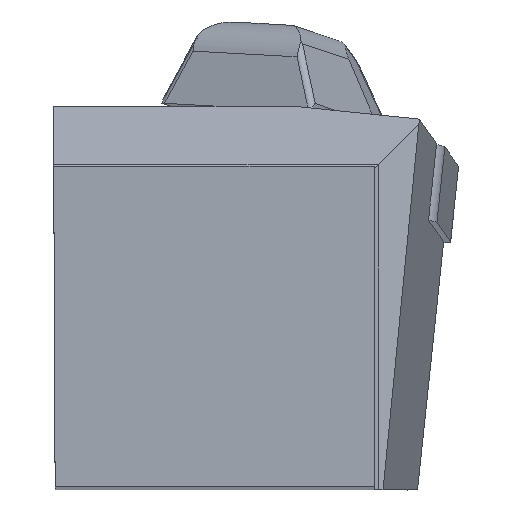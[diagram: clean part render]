
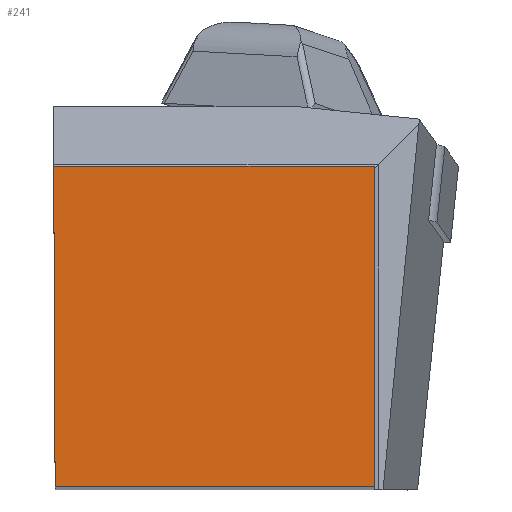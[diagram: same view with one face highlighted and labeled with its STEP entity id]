
A CAD part, top view. The second image highlights one B-rep face of the part: STEP entity #241.
In plain terms, the highlighted planar face has unit normal (0, 0, 1).
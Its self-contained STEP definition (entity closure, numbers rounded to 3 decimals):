
#168=FACE_OUTER_BOUND('',#657,.T.);
#241=ADVANCED_FACE('BLANK_BOXF006',(#168),#308,.F.);
#308=PLANE('',#1597);
#389=LINE('',#2323,#530);
#397=LINE('',#2340,#538);
#405=LINE('',#2354,#546);
#406=LINE('',#2356,#547);
#530=VECTOR('',#1821,1.);
#538=VECTOR('',#1831,1.);
#546=VECTOR('',#1843,1.);
#547=VECTOR('',#1844,1.);
#657=EDGE_LOOP('',(#831,#832,#833,#834));
#831=ORIENTED_EDGE('',*,*,#1337,.T.);
#832=ORIENTED_EDGE('',*,*,#1338,.T.);
#833=ORIENTED_EDGE('',*,*,#1321,.T.);
#834=ORIENTED_EDGE('',*,*,#1329,.T.);
#1170=VERTEX_POINT('',#2322);
#1171=VERTEX_POINT('',#2324);
#1178=VERTEX_POINT('',#2339);
#1183=VERTEX_POINT('',#2355);
#1321=EDGE_CURVE('',#1171,#1170,#389,.T.);
#1329=EDGE_CURVE('',#1170,#1178,#397,.T.);
#1337=EDGE_CURVE('',#1178,#1183,#405,.T.);
#1338=EDGE_CURVE('',#1183,#1171,#406,.T.);
#1597=AXIS2_PLACEMENT_3D('',#2357,#1845,#1846);
#1821=DIRECTION('',(0.004,-1.,0.));
#1831=DIRECTION('',(1.,0.,0.));
#1843=DIRECTION('',(0.,1.,0.));
#1844=DIRECTION('',(-1.,0.,0.));
#1845=DIRECTION('',(0.,0.,-1.));
#1846=DIRECTION('',(1.,0.,0.));
#2322=CARTESIAN_POINT('',(0.174,0.,0.));
#2323=CARTESIAN_POINT('',(-1.032,276.347,0.));
#2324=CARTESIAN_POINT('',(0.,39.85,0.));
#2339=CARTESIAN_POINT('',(39.85,0.,0.));
#2340=CARTESIAN_POINT('',(-276.35,0.,0.));
#2354=CARTESIAN_POINT('',(39.85,-276.35,0.));
#2355=CARTESIAN_POINT('',(39.85,39.85,0.));
#2356=CARTESIAN_POINT('',(276.35,39.85,0.));
#2357=CARTESIAN_POINT('',(75.35,-5.,0.));
